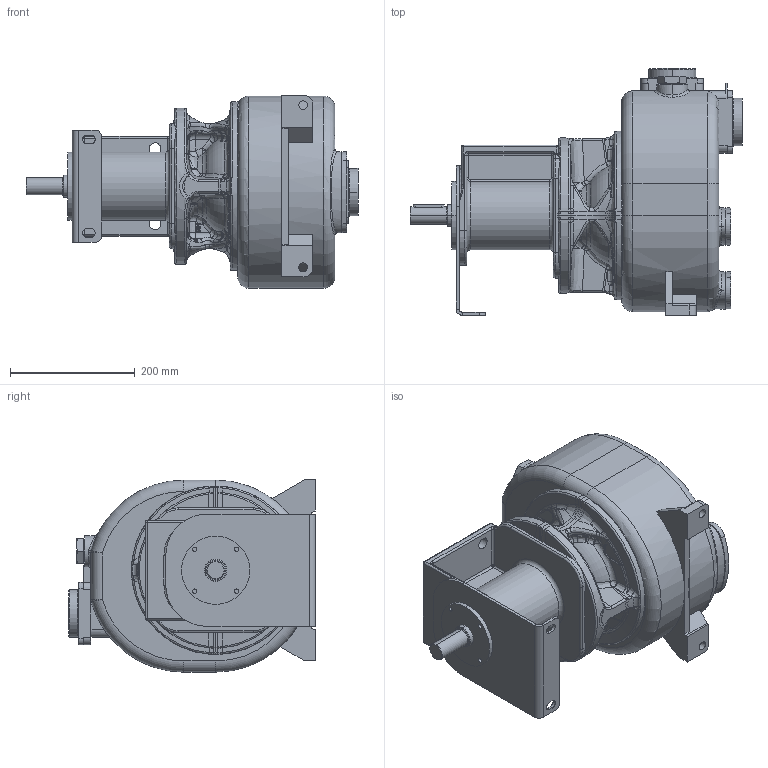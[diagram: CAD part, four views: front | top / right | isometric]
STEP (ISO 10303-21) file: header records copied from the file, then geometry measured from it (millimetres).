
FILE_DESCRIPTION((''),'2;1');
FILE_NAME('S_68_G_B','2022-04-04T10:38:08',('Nicola'),(''),'CREO PARAMETRIC BY PTC INC, 2020354','CREO PARAMETRIC BY PTC INC, 2020354','');
FILE_SCHEMA(('CONFIG_CONTROL_DESIGN'));
Products named in the file (1): S_68_G_B
Bounding box: 532.5 x 396 x 308.5 mm (x, y, z)
Volume: 20556443.4 mm3; surface area: 791354.1 mm2
Topology: 2 solids, 2 shells, 1103 faces, 2598 edges, 1540 vertices
Faces by surface type: bspline 492, cylinder 222, plane 216, torus 81, cone 52, sphere 20, revolution 12, extrusion 8
Entity records: 75177 total; most frequent: CARTESIAN_POINT 53301, ORIENTED_EDGE 5188, DIRECTION 3666, EDGE_CURVE 2594, VERTEX_POINT 1540, AXIS2_PLACEMENT_3D 1534, EDGE_LOOP 1164, FACE_OUTER_BOUND 1103
